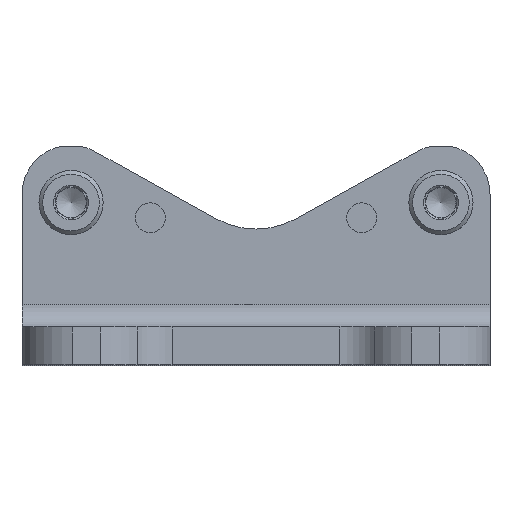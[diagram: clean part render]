
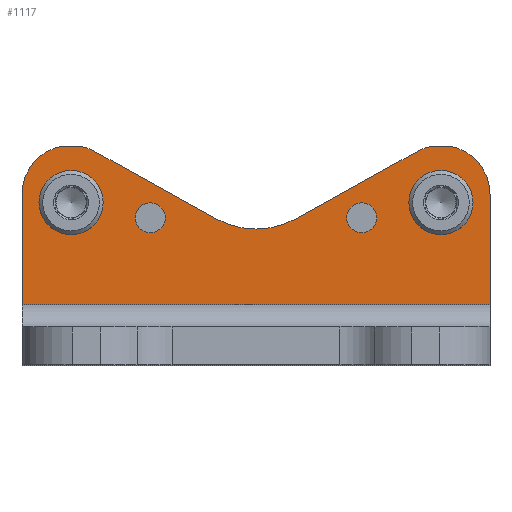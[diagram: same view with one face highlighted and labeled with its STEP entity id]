
A CAD part, top view. The second image highlights one B-rep face of the part: STEP entity #1117.
In plain terms, the highlighted planar face has unit normal (0, 0, 1).
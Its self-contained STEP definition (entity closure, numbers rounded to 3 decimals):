
#122=CIRCLE('',#1250,1.98);
#123=CIRCLE('',#1251,1.98);
#124=CIRCLE('',#1252,2.75);
#125=CIRCLE('',#1253,2.75);
#126=CIRCLE('',#1254,6.5);
#127=CIRCLE('',#1255,6.5);
#128=CIRCLE('',#1256,6.5);
#129=CIRCLE('',#1257,11.);
#130=CIRCLE('',#1258,6.5);
#247=ORIENTED_EDGE('',*,*,#535,.F.);
#248=ORIENTED_EDGE('',*,*,#536,.F.);
#249=ORIENTED_EDGE('',*,*,#537,.F.);
#250=ORIENTED_EDGE('',*,*,#538,.F.);
#251=ORIENTED_EDGE('',*,*,#503,.T.);
#252=ORIENTED_EDGE('',*,*,#539,.T.);
#253=ORIENTED_EDGE('',*,*,#513,.T.);
#254=ORIENTED_EDGE('',*,*,#540,.F.);
#255=ORIENTED_EDGE('',*,*,#509,.F.);
#256=ORIENTED_EDGE('',*,*,#541,.T.);
#257=ORIENTED_EDGE('',*,*,#533,.T.);
#258=ORIENTED_EDGE('',*,*,#542,.T.);
#259=ORIENTED_EDGE('',*,*,#543,.F.);
#260=ORIENTED_EDGE('',*,*,#544,.F.);
#261=ORIENTED_EDGE('',*,*,#545,.F.);
#262=ORIENTED_EDGE('',*,*,#546,.T.);
#503=EDGE_CURVE('',#654,#653,#738,.T.);
#509=EDGE_CURVE('',#657,#658,#743,.T.);
#513=EDGE_CURVE('',#660,#659,#745,.T.);
#533=EDGE_CURVE('',#674,#673,#755,.T.);
#535=EDGE_CURVE('',#675,#675,#122,.T.);
#536=EDGE_CURVE('',#676,#676,#123,.T.);
#537=EDGE_CURVE('',#677,#677,#124,.F.);
#538=EDGE_CURVE('',#678,#678,#125,.F.);
#539=EDGE_CURVE('',#653,#660,#126,.F.);
#540=EDGE_CURVE('',#658,#659,#757,.T.);
#541=EDGE_CURVE('',#657,#674,#127,.F.);
#542=EDGE_CURVE('',#673,#679,#128,.F.);
#543=EDGE_CURVE('',#680,#679,#758,.T.);
#544=EDGE_CURVE('',#681,#680,#129,.F.);
#545=EDGE_CURVE('',#682,#681,#759,.T.);
#546=EDGE_CURVE('',#682,#654,#130,.F.);
#653=VERTEX_POINT('',#1811);
#654=VERTEX_POINT('',#1813);
#657=VERTEX_POINT('',#1822);
#658=VERTEX_POINT('',#1824);
#659=VERTEX_POINT('',#1829);
#660=VERTEX_POINT('',#1831);
#673=VERTEX_POINT('',#1867);
#674=VERTEX_POINT('',#1869);
#675=VERTEX_POINT('',#1873);
#676=VERTEX_POINT('',#1875);
#677=VERTEX_POINT('',#1877);
#678=VERTEX_POINT('',#1879);
#679=VERTEX_POINT('',#1884);
#680=VERTEX_POINT('',#1886);
#681=VERTEX_POINT('',#1888);
#682=VERTEX_POINT('',#1890);
#738=LINE('',#1812,#818);
#743=LINE('',#1823,#823);
#745=LINE('',#1830,#825);
#755=LINE('',#1868,#835);
#757=LINE('',#1881,#837);
#758=LINE('',#1885,#838);
#759=LINE('',#1889,#839);
#818=VECTOR('',#1424,1000.);
#823=VECTOR('',#1433,1000.);
#825=VECTOR('',#1441,1000.);
#835=VECTOR('',#1479,1000.);
#837=VECTOR('',#1493,1000.);
#838=VECTOR('',#1498,1000.);
#839=VECTOR('',#1501,1000.);
#892=EDGE_LOOP('',(#247));
#893=EDGE_LOOP('',(#248));
#894=EDGE_LOOP('',(#249));
#895=EDGE_LOOP('',(#250));
#896=EDGE_LOOP('',(#251,#252,#253,#254,#255,#256,#257,#258,#259,#260,#261,
#262));
#990=FACE_BOUND('',#892,.T.);
#991=FACE_BOUND('',#893,.T.);
#992=FACE_BOUND('',#894,.T.);
#993=FACE_BOUND('',#895,.T.);
#994=FACE_BOUND('',#896,.T.);
#1080=PLANE('',#1249);
#1117=ADVANCED_FACE('',(#990,#991,#992,#993,#994),#1080,.F.);
#1249=AXIS2_PLACEMENT_3D('',#1871,#1481,#1482);
#1250=AXIS2_PLACEMENT_3D('',#1872,#1483,#1484);
#1251=AXIS2_PLACEMENT_3D('',#1874,#1485,#1486);
#1252=AXIS2_PLACEMENT_3D('',#1876,#1487,#1488);
#1253=AXIS2_PLACEMENT_3D('',#1878,#1489,#1490);
#1254=AXIS2_PLACEMENT_3D('',#1880,#1491,#1492);
#1255=AXIS2_PLACEMENT_3D('',#1882,#1494,#1495);
#1256=AXIS2_PLACEMENT_3D('',#1883,#1496,#1497);
#1257=AXIS2_PLACEMENT_3D('',#1887,#1499,#1500);
#1258=AXIS2_PLACEMENT_3D('',#1891,#1502,#1503);
#1424=DIRECTION('',(-1.,0.,0.));
#1433=DIRECTION('',(0.,-1.,0.));
#1441=DIRECTION('',(0.,-1.,0.));
#1479=DIRECTION('',(-1.,0.,0.));
#1481=DIRECTION('',(0.,0.,-1.));
#1482=DIRECTION('',(-1.,0.,0.));
#1483=DIRECTION('',(0.,0.,1.));
#1484=DIRECTION('',(1.,0.,0.));
#1485=DIRECTION('',(0.,0.,1.));
#1486=DIRECTION('',(1.,0.,0.));
#1487=DIRECTION('',(0.,0.,-1.));
#1488=DIRECTION('',(-1.,0.,0.));
#1489=DIRECTION('',(0.,0.,-1.));
#1490=DIRECTION('',(-1.,0.,0.));
#1491=DIRECTION('',(0.,0.,-1.));
#1492=DIRECTION('',(-1.,0.,0.));
#1493=DIRECTION('',(-1.,0.,0.));
#1494=DIRECTION('',(0.,0.,-1.));
#1495=DIRECTION('',(-1.,0.,0.));
#1496=DIRECTION('',(0.,0.,-1.));
#1497=DIRECTION('',(-1.,0.,0.));
#1498=DIRECTION('',(0.874,0.486,0.));
#1499=DIRECTION('',(0.,0.,-1.));
#1500=DIRECTION('',(-1.,0.,0.));
#1501=DIRECTION('',(0.874,-0.486,0.));
#1502=DIRECTION('',(0.,0.,-1.));
#1503=DIRECTION('',(-1.,0.,0.));
#1811=CARTESIAN_POINT('',(-25.636,29.,5.));
#1812=CARTESIAN_POINT('',(31.,29.,5.));
#1813=CARTESIAN_POINT('',(-23.364,29.,5.));
#1822=CARTESIAN_POINT('',(31.,22.6,5.));
#1823=CARTESIAN_POINT('',(31.,29.,5.));
#1824=CARTESIAN_POINT('',(31.,8.,5.));
#1829=CARTESIAN_POINT('',(-31.,8.,5.));
#1830=CARTESIAN_POINT('',(-31.,29.,5.));
#1831=CARTESIAN_POINT('',(-31.,22.6,5.));
#1867=CARTESIAN_POINT('',(23.364,29.,5.));
#1868=CARTESIAN_POINT('',(31.,29.,5.));
#1869=CARTESIAN_POINT('',(25.636,29.,5.));
#1871=CARTESIAN_POINT('',(31.,29.,5.));
#1872=CARTESIAN_POINT('',(-14.,19.5,5.));
#1873=CARTESIAN_POINT('',(-12.02,19.5,5.));
#1874=CARTESIAN_POINT('',(14.,19.5,5.));
#1875=CARTESIAN_POINT('',(15.98,19.5,5.));
#1876=CARTESIAN_POINT('',(-24.5,21.5,5.));
#1877=CARTESIAN_POINT('',(-27.25,21.5,5.));
#1878=CARTESIAN_POINT('',(24.5,21.5,5.));
#1879=CARTESIAN_POINT('',(21.75,21.5,5.));
#1880=CARTESIAN_POINT('',(-24.5,22.6,5.));
#1881=CARTESIAN_POINT('',(31.,8.,5.));
#1882=CARTESIAN_POINT('',(24.5,22.6,5.));
#1883=CARTESIAN_POINT('',(24.5,22.6,5.));
#1884=CARTESIAN_POINT('',(21.341,28.281,5.));
#1885=CARTESIAN_POINT('',(29.024,32.553,5.));
#1886=CARTESIAN_POINT('',(5.346,19.386,5.));
#1887=CARTESIAN_POINT('',(0.,29.,5.));
#1888=CARTESIAN_POINT('',(-5.346,19.386,5.));
#1889=CARTESIAN_POINT('',(18.333,6.22,5.));
#1890=CARTESIAN_POINT('',(-21.341,28.281,5.));
#1891=CARTESIAN_POINT('',(-24.5,22.6,5.));
